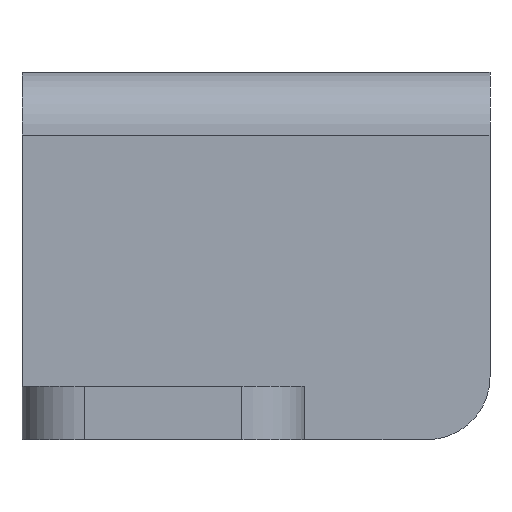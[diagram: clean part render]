
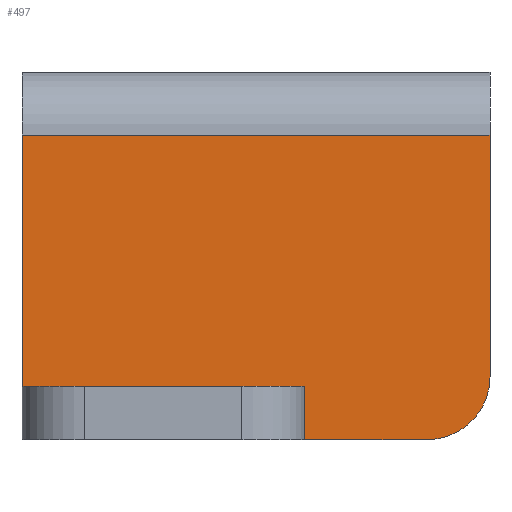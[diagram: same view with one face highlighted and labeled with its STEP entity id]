
A CAD part, front view. The second image highlights one B-rep face of the part: STEP entity #497.
In plain terms, the highlighted planar face has unit normal (0, -1, 0).
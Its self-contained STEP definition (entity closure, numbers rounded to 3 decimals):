
#29=PLANE('',#542);
#51=FACE_OUTER_BOUND('',#80,.T.);
#80=EDGE_LOOP('',(#407,#408,#409,#410,#411,#412,#413));
#107=LINE('',#744,#157);
#125=LINE('',#796,#175);
#130=LINE('',#810,#180);
#131=LINE('',#811,#181);
#132=LINE('',#813,#182);
#133=LINE('',#814,#183);
#157=VECTOR('',#595,9.);
#175=VECTOR('',#645,7.7);
#180=VECTOR('',#658,14.9);
#181=VECTOR('',#659,8.);
#182=VECTOR('',#660,1.7);
#183=VECTOR('',#661,3.9);
#210=CIRCLE('',#540,2.);
#231=VERTEX_POINT('',#741);
#232=VERTEX_POINT('',#743);
#249=VERTEX_POINT('',#793);
#250=VERTEX_POINT('',#795);
#253=VERTEX_POINT('',#803);
#255=VERTEX_POINT('',#809);
#256=VERTEX_POINT('',#812);
#282=EDGE_CURVE('',#232,#231,#107,.T.);
#308=EDGE_CURVE('',#250,#249,#125,.T.);
#312=EDGE_CURVE('',#250,#253,#210,.T.);
#315=EDGE_CURVE('',#255,#249,#130,.T.);
#316=EDGE_CURVE('',#255,#232,#131,.T.);
#317=EDGE_CURVE('',#231,#256,#132,.T.);
#318=EDGE_CURVE('',#253,#256,#133,.T.);
#407=ORIENTED_EDGE('',*,*,#312,.F.);
#408=ORIENTED_EDGE('',*,*,#308,.T.);
#409=ORIENTED_EDGE('',*,*,#315,.F.);
#410=ORIENTED_EDGE('',*,*,#316,.T.);
#411=ORIENTED_EDGE('',*,*,#282,.T.);
#412=ORIENTED_EDGE('',*,*,#317,.T.);
#413=ORIENTED_EDGE('',*,*,#318,.F.);
#497=ADVANCED_FACE('',(#51),#29,.T.);
#540=AXIS2_PLACEMENT_3D('',#804,#651,#652);
#542=AXIS2_PLACEMENT_3D('',#808,#656,#657);
#595=DIRECTION('',(1.,0.,0.));
#645=DIRECTION('',(0.,0.,1.));
#651=DIRECTION('center_axis',(0.,1.,0.));
#652=DIRECTION('ref_axis',(0.707,0.,-0.707));
#656=DIRECTION('center_axis',(0.,-1.,0.));
#657=DIRECTION('ref_axis',(1.,0.,0.));
#658=DIRECTION('',(1.,0.,0.));
#659=DIRECTION('',(0.,0.,-1.));
#660=DIRECTION('',(0.,0.,-1.));
#661=DIRECTION('',(-1.,0.,0.));
#741=CARTESIAN_POINT('',(9.,-4.,-8.3));
#743=CARTESIAN_POINT('',(0.,-4.,-8.3));
#744=CARTESIAN_POINT('',(4.5,-4.,-8.3));
#793=CARTESIAN_POINT('',(14.9,-4.,-0.3));
#795=CARTESIAN_POINT('',(14.9,-4.,-8.));
#796=CARTESIAN_POINT('',(14.9,-4.,0.));
#803=CARTESIAN_POINT('',(12.9,-4.,-10.));
#804=CARTESIAN_POINT('Origin',(12.9,-4.,-8.));
#808=CARTESIAN_POINT('Origin',(0.,-4.,0.));
#809=CARTESIAN_POINT('',(0.,-4.,-0.3));
#810=CARTESIAN_POINT('',(3.725,-4.,-0.3));
#811=CARTESIAN_POINT('',(0.,-4.,0.));
#812=CARTESIAN_POINT('',(9.,-4.,-10.));
#813=CARTESIAN_POINT('',(9.,-4.,-5.));
#814=CARTESIAN_POINT('',(14.9,-4.,-10.));
